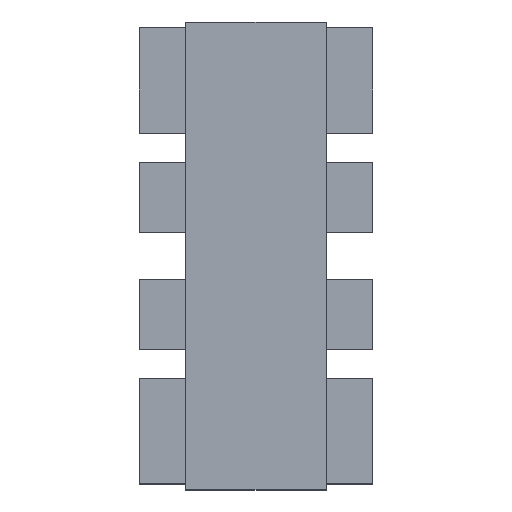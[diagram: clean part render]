
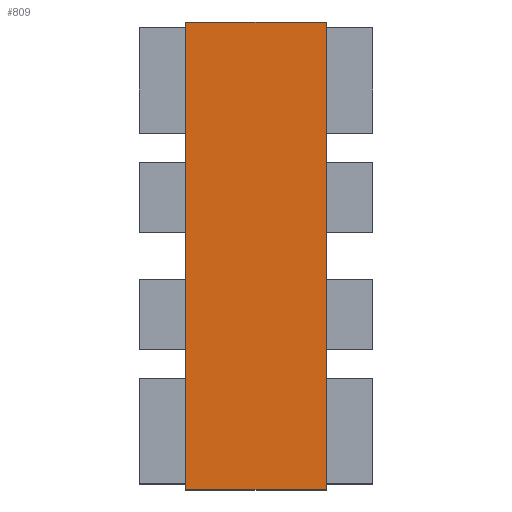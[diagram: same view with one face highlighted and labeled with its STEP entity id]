
A CAD part, top view. The second image highlights one B-rep face of the part: STEP entity #809.
In plain terms, the highlighted planar face has unit normal (0, 0, 1).
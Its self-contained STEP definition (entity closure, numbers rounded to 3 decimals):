
#35=FACE_OUTER_BOUND('',#89,.T.);
#89=EDGE_LOOP('',(#551,#552,#553,#554));
#141=LINE('',#1161,#249);
#144=LINE('',#1167,#252);
#147=LINE('',#1173,#255);
#150=LINE('',#1177,#258);
#249=VECTOR('',#941,10.);
#252=VECTOR('',#946,10.);
#255=VECTOR('',#951,10.);
#258=VECTOR('',#956,10.);
#357=VERTEX_POINT('',#1158);
#358=VERTEX_POINT('',#1160);
#360=VERTEX_POINT('',#1166);
#362=VERTEX_POINT('',#1172);
#429=EDGE_CURVE('',#358,#357,#141,.T.);
#432=EDGE_CURVE('',#360,#358,#144,.T.);
#435=EDGE_CURVE('',#362,#360,#147,.T.);
#438=EDGE_CURVE('',#357,#362,#150,.T.);
#551=ORIENTED_EDGE('',*,*,#438,.T.);
#552=ORIENTED_EDGE('',*,*,#435,.T.);
#553=ORIENTED_EDGE('',*,*,#432,.T.);
#554=ORIENTED_EDGE('',*,*,#429,.T.);
#755=PLANE('',#885);
#809=ADVANCED_FACE('',(#35),#755,.T.);
#885=AXIS2_PLACEMENT_3D('',#1178,#957,#958);
#941=DIRECTION('',(1.,0.,0.));
#946=DIRECTION('',(0.,-1.,0.));
#951=DIRECTION('',(-1.,0.,0.));
#956=DIRECTION('',(0.,1.,0.));
#957=DIRECTION('center_axis',(0.,0.,1.));
#958=DIRECTION('ref_axis',(1.,0.,0.));
#1158=CARTESIAN_POINT('',(0.3,-1.,0.45));
#1160=CARTESIAN_POINT('',(-0.3,-1.,0.45));
#1161=CARTESIAN_POINT('',(-0.3,-1.,0.45));
#1166=CARTESIAN_POINT('',(-0.3,1.,0.45));
#1167=CARTESIAN_POINT('',(-0.3,1.,0.45));
#1172=CARTESIAN_POINT('',(0.3,1.,0.45));
#1173=CARTESIAN_POINT('',(0.3,1.,0.45));
#1177=CARTESIAN_POINT('',(0.3,-1.,0.45));
#1178=CARTESIAN_POINT('Origin',(0.,0.,0.45));
